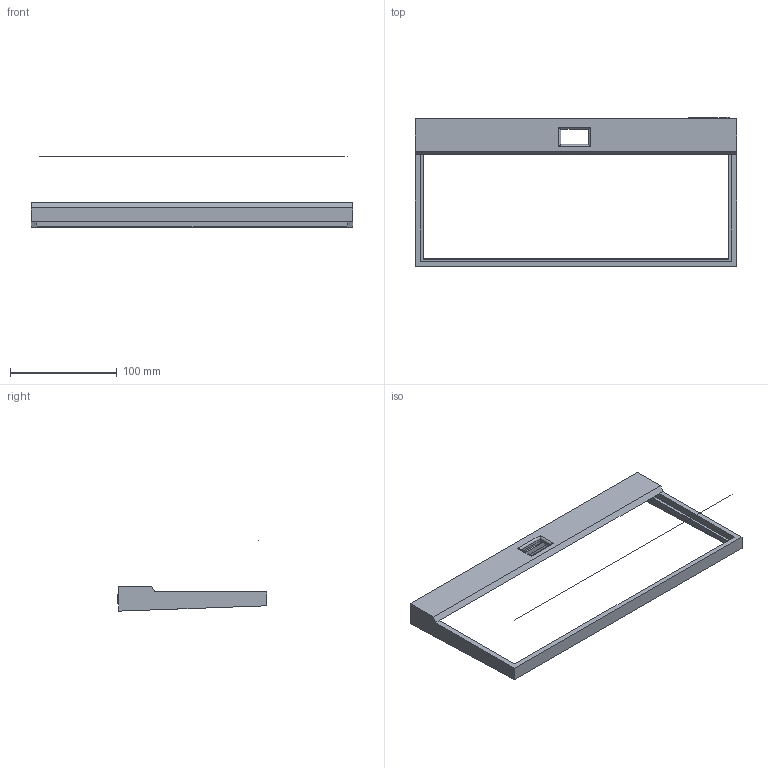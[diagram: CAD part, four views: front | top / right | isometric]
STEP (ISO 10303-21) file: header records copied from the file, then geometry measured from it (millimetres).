
FILE_DESCRIPTION(/* description */ (''),/* implementation_level */ '2;1');
FILE_NAME(/* name */ 'Case.step',/* time_stamp */ '2025-07-30T16:43:59+03:00',/* author */ (''),/* organization */ (''),/* preprocessor_version */ 'ST-DEVELOPER v20.1',/* originating_system */ 'Autodesk Translation Framework v14.10.0.0',/* authorisation */ '');
FILE_SCHEMA (('AUTOMOTIVE_DESIGN { 1 0 10303 214 3 1 1 }'));
Length unit declared in the file: millimetre
Products named in the file (1): 2025-07-29-15-37-38-833
Bounding box: 300.92 x 139.43 x 65.74 mm (x, y, z)
Volume: 103274.3 mm3; surface area: 59169.4 mm2
Topology: 3 solids, 3 shells, 402 faces, 1132 edges, 748 vertices
Faces by surface type: bspline 241, plane 137, cylinder 18, torus 6
Entity records: 15270 total; most frequent: CARTESIAN_POINT 6496, ORIENTED_EDGE 2264, EDGE_CURVE 1132, DIRECTION 998, VERTEX_POINT 748, LINE 614, VECTOR 614, B_SPLINE_CURVE_WITH_KNOTS 488
